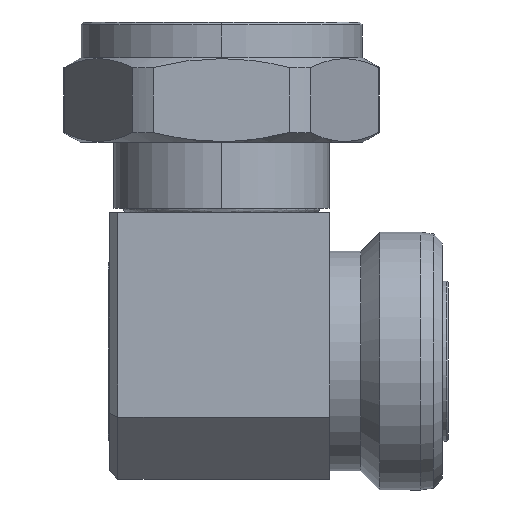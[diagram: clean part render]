
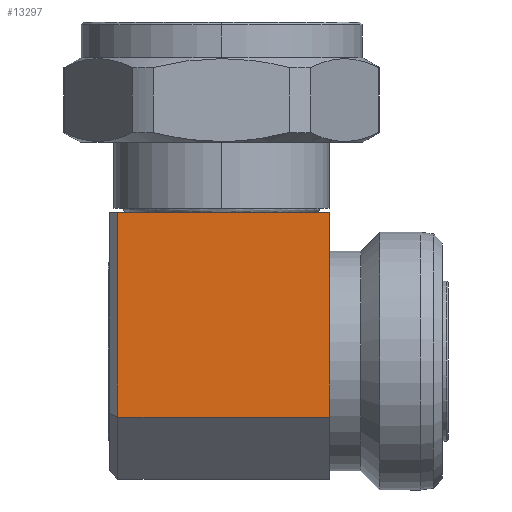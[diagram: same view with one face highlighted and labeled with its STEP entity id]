
A CAD part, left-side view. The second image highlights one B-rep face of the part: STEP entity #13297.
In plain terms, the highlighted planar face has unit normal (-1, 0, 0).
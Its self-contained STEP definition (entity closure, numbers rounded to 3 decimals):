
#166 = CARTESIAN_POINT ( 'NONE',  ( -13., -12.15, -54.28 ) ) ;
#303 = EDGE_CURVE ( 'NONE', #1583, #17684, #9962, .T. ) ;
#816 = EDGE_CURVE ( 'NONE', #16779, #13840, #9661, .T. ) ;
#1583 = VERTEX_POINT ( 'NONE', #6032 ) ;
#1794 = DIRECTION ( 'NONE',  ( 0., 0., -1. ) ) ;
#4010 = CARTESIAN_POINT ( 'NONE',  ( -13., 11.65, -54.28 ) ) ;
#4492 = CARTESIAN_POINT ( 'NONE',  ( -13., 10.275, -20.78 ) ) ;
#4879 = EDGE_CURVE ( 'NONE', #13840, #17684, #6775, .T. ) ;
#5159 = CARTESIAN_POINT ( 'NONE',  ( -13., -12.15, -43.78 ) ) ;
#6032 = CARTESIAN_POINT ( 'NONE',  ( -13., 11.65, -20.78 ) ) ;
#6775 = LINE ( 'NONE', #8042, #11068 ) ;
#7137 = ORIENTED_EDGE ( 'NONE', *, *, #816, .T. ) ;
#8042 = CARTESIAN_POINT ( 'NONE',  ( -13., -12.15, -54.28 ) ) ;
#8119 = ORIENTED_EDGE ( 'NONE', *, *, #19075, .T. ) ;
#9512 = ORIENTED_EDGE ( 'NONE', *, *, #303, .F. ) ;
#9661 = LINE ( 'NONE', #5159, #18205 ) ;
#9962 = LINE ( 'NONE', #4492, #14229 ) ;
#10653 = CARTESIAN_POINT ( 'NONE',  ( -13., -12.15, -43.78 ) ) ;
#10847 = CARTESIAN_POINT ( 'NONE',  ( -13., -12.15, -20.78 ) ) ;
#11068 = VECTOR ( 'NONE', #17669, 1000. ) ;
#11195 = LINE ( 'NONE', #4010, #18738 ) ;
#11462 = DIRECTION ( 'NONE',  ( 1., 0., 0. ) ) ;
#13018 = FACE_OUTER_BOUND ( 'NONE', #16702, .T. ) ;
#13201 = CARTESIAN_POINT ( 'NONE',  ( -13., 11.65, -43.78 ) ) ;
#13297 = ADVANCED_FACE ( 'NONE', ( #13018 ), #14626, .F. ) ;
#13840 = VERTEX_POINT ( 'NONE', #10653 ) ;
#14229 = VECTOR ( 'NONE', #20588, 1000. ) ;
#14626 = PLANE ( 'NONE',  #15494 ) ;
#15494 = AXIS2_PLACEMENT_3D ( 'NONE', #166, #11462, #1794 ) ;
#16440 = DIRECTION ( 'NONE',  ( 0., -1., 0. ) ) ;
#16702 = EDGE_LOOP ( 'NONE', ( #9512, #8119, #7137, #17017 ) ) ;
#16779 = VERTEX_POINT ( 'NONE', #13201 ) ;
#16900 = DIRECTION ( 'NONE',  ( 0., 0., -1. ) ) ;
#17017 = ORIENTED_EDGE ( 'NONE', *, *, #4879, .T. ) ;
#17669 = DIRECTION ( 'NONE',  ( 0., 0., 1. ) ) ;
#17684 = VERTEX_POINT ( 'NONE', #10847 ) ;
#18205 = VECTOR ( 'NONE', #16440, 1000. ) ;
#18738 = VECTOR ( 'NONE', #16900, 1000. ) ;
#19075 = EDGE_CURVE ( 'NONE', #1583, #16779, #11195, .T. ) ;
#20588 = DIRECTION ( 'NONE',  ( 0., -1., 0. ) ) ;
